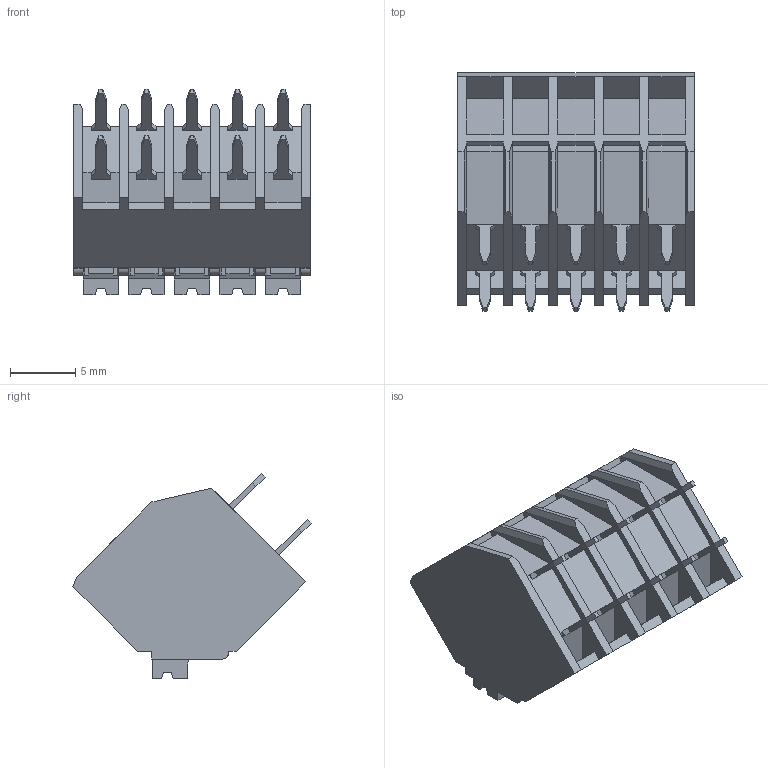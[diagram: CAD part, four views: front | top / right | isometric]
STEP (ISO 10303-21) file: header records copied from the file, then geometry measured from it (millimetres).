
FILE_DESCRIPTION((''),'2;1');
FILE_NAME('PRT0004','2023-03-16T13:27:25',('Administrator'),(''),'CREO PARAMETRIC BY PTC INC, 2017260','CREO PARAMETRIC BY PTC INC, 2017260','');
FILE_SCHEMA(('CONFIG_CONTROL_DESIGN'));
Length unit declared in the file: millimetre
Products named in the file (1): PRT0004
Bounding box: 18.2 x 18.31 x 15.77 mm (x, y, z)
Volume: 2309.3 mm3; surface area: 1794.4 mm2
Topology: 1 solids, 1 shells, 416 faces, 1218 edges, 809 vertices
Faces by surface type: plane 389, cylinder 26, bspline 1
Entity records: 13809 total; most frequent: CARTESIAN_POINT 2738, ORIENTED_EDGE 2436, DIRECTION 2090, EDGE_CURVE 1218, VECTOR 1070, LINE 1070, VERTEX_POINT 809, AXIS2_PLACEMENT_3D 510
